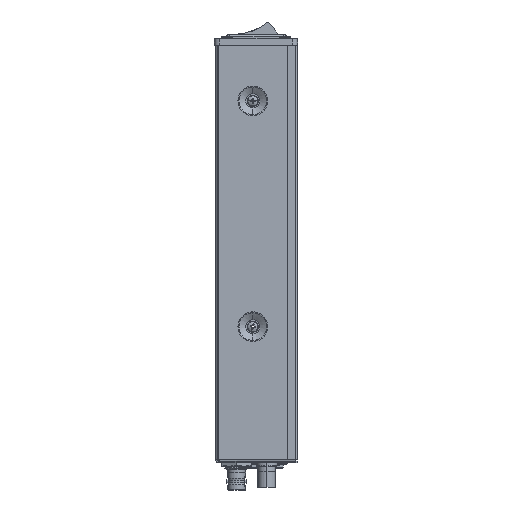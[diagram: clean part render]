
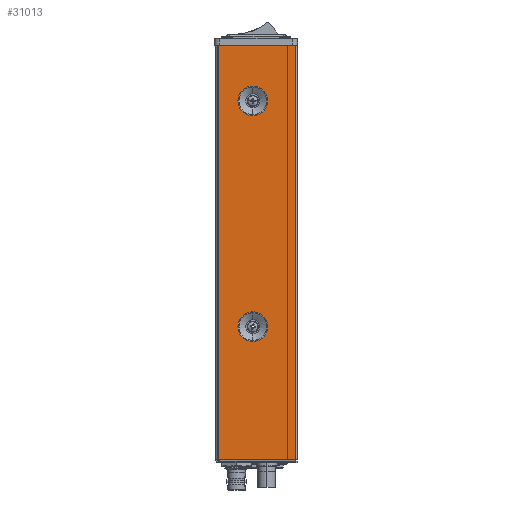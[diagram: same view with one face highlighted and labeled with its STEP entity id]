
A CAD part, left-side view. The second image highlights one B-rep face of the part: STEP entity #31013.
In plain terms, the highlighted planar face has unit normal (-1, 0, 0).
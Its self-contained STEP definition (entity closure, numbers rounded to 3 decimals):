
#241 = CIRCLE ( 'NONE', #43048, 8.008 ) ;
#491 = FACE_BOUND ( 'NONE', #16184, .T. ) ;
#514 = LINE ( 'NONE', #11963, #31233 ) ;
#1681 = VERTEX_POINT ( 'NONE', #59872 ) ;
#2422 = CARTESIAN_POINT ( 'NONE',  ( -113.669, 249.235, 442.618 ) ) ;
#2816 = CARTESIAN_POINT ( 'NONE',  ( -113.669, 247.762, 442.618 ) ) ;
#3761 = VERTEX_POINT ( 'NONE', #28245 ) ;
#4691 = EDGE_CURVE ( 'NONE', #3761, #57888, #35099, .T. ) ;
#5026 = DIRECTION ( 'NONE',  ( 1., 0., 0. ) ) ;
#6155 = CARTESIAN_POINT ( 'NONE',  ( -113.669, 229.235, 282.611 ) ) ;
#6749 = DIRECTION ( 'NONE',  ( 0., 0., 1. ) ) ;
#8337 = DIRECTION ( 'NONE',  ( 0., 1., 0. ) ) ;
#8772 = CARTESIAN_POINT ( 'NONE',  ( -113.669, 206.022, 218.666 ) ) ;
#9490 = ORIENTED_EDGE ( 'NONE', *, *, #13558, .T. ) ;
#10251 = CARTESIAN_POINT ( 'NONE',  ( -113.669, 229.235, 412.618 ) ) ;
#11574 = FACE_BOUND ( 'NONE', #11675, .T. ) ;
#11675 = EDGE_LOOP ( 'NONE', ( #52244, #45753 ) ) ;
#11882 = AXIS2_PLACEMENT_3D ( 'NONE', #2422, #13185, #8337 ) ;
#11963 = CARTESIAN_POINT ( 'NONE',  ( -113.669, 206.022, 218.666 ) ) ;
#12501 = CARTESIAN_POINT ( 'NONE',  ( -113.669, 229.235, 298.626 ) ) ;
#12527 = CARTESIAN_POINT ( 'NONE',  ( -113.669, 247.762, 218.666 ) ) ;
#13185 = DIRECTION ( 'NONE',  ( 1., 0., 0. ) ) ;
#13201 = AXIS2_PLACEMENT_3D ( 'NONE', #37304, #37668, #54491 ) ;
#13558 = EDGE_CURVE ( 'NONE', #22180, #1681, #514, .T. ) ;
#14245 = CIRCLE ( 'NONE', #26189, 8.008 ) ;
#14492 = EDGE_CURVE ( 'NONE', #57888, #1681, #56364, .T. ) ;
#15082 = ORIENTED_EDGE ( 'NONE', *, *, #14492, .F. ) ;
#15144 = CARTESIAN_POINT ( 'NONE',  ( -113.669, 229.235, 290.618 ) ) ;
#16035 = VERTEX_POINT ( 'NONE', #53601 ) ;
#16184 = EDGE_LOOP ( 'NONE', ( #31943, #16888 ) ) ;
#16888 = ORIENTED_EDGE ( 'NONE', *, *, #73420, .T. ) ;
#21447 = DIRECTION ( 'NONE',  ( 0., 0., -1. ) ) ;
#22180 = VERTEX_POINT ( 'NONE', #8772 ) ;
#22561 = VECTOR ( 'NONE', #6749, 1000. ) ;
#23354 = DIRECTION ( 'NONE',  ( 0., -1., 0. ) ) ;
#25803 = VERTEX_POINT ( 'NONE', #12501 ) ;
#26189 = AXIS2_PLACEMENT_3D ( 'NONE', #10251, #5026, #21447 ) ;
#28245 = CARTESIAN_POINT ( 'NONE',  ( -113.669, 247.762, 218.666 ) ) ;
#31013 = ADVANCED_FACE ( 'NONE', ( #11574, #491, #39939 ), #46267, .F. ) ;
#31233 = VECTOR ( 'NONE', #34709, 1000. ) ;
#31943 = ORIENTED_EDGE ( 'NONE', *, *, #68194, .T. ) ;
#32113 = VERTEX_POINT ( 'NONE', #6155 ) ;
#32403 = EDGE_CURVE ( 'NONE', #3761, #22180, #45779, .T. ) ;
#34709 = DIRECTION ( 'NONE',  ( 0., 0., 1. ) ) ;
#35001 = DIRECTION ( 'NONE',  ( 1., 0., 0. ) ) ;
#35099 = LINE ( 'NONE', #57849, #22561 ) ;
#35186 = CIRCLE ( 'NONE', #64932, 8.008 ) ;
#37304 = CARTESIAN_POINT ( 'NONE',  ( -113.669, 229.235, 412.618 ) ) ;
#37668 = DIRECTION ( 'NONE',  ( 1., 0., 0. ) ) ;
#39939 = FACE_OUTER_BOUND ( 'NONE', #56972, .T. ) ;
#40887 = CARTESIAN_POINT ( 'NONE',  ( -113.669, 229.235, 404.611 ) ) ;
#41367 = CARTESIAN_POINT ( 'NONE',  ( -113.669, 229.235, 290.618 ) ) ;
#43048 = AXIS2_PLACEMENT_3D ( 'NONE', #41367, #35001, #57755 ) ;
#45753 = ORIENTED_EDGE ( 'NONE', *, *, #72486, .T. ) ;
#45779 = LINE ( 'NONE', #12527, #54352 ) ;
#45808 = VECTOR ( 'NONE', #68238, 1000. ) ;
#46267 = PLANE ( 'NONE',  #11882 ) ;
#49548 = EDGE_CURVE ( 'NONE', #70134, #16035, #72751, .T. ) ;
#52244 = ORIENTED_EDGE ( 'NONE', *, *, #49548, .T. ) ;
#53601 = CARTESIAN_POINT ( 'NONE',  ( -113.669, 229.235, 420.626 ) ) ;
#54352 = VECTOR ( 'NONE', #23354, 1000. ) ;
#54491 = DIRECTION ( 'NONE',  ( 0., 0., -1. ) ) ;
#55805 = ORIENTED_EDGE ( 'NONE', *, *, #32403, .T. ) ;
#55866 = DIRECTION ( 'NONE',  ( 0., 0., -1. ) ) ;
#56364 = LINE ( 'NONE', #72730, #45808 ) ;
#56972 = EDGE_LOOP ( 'NONE', ( #55805, #9490, #15082, #63695 ) ) ;
#57755 = DIRECTION ( 'NONE',  ( 0., 0., -1. ) ) ;
#57849 = CARTESIAN_POINT ( 'NONE',  ( -113.669, 247.762, 442.618 ) ) ;
#57888 = VERTEX_POINT ( 'NONE', #2816 ) ;
#59872 = CARTESIAN_POINT ( 'NONE',  ( -113.669, 206.022, 442.618 ) ) ;
#60311 = DIRECTION ( 'NONE',  ( 1., 0., 0. ) ) ;
#63695 = ORIENTED_EDGE ( 'NONE', *, *, #4691, .F. ) ;
#64932 = AXIS2_PLACEMENT_3D ( 'NONE', #15144, #60311, #55866 ) ;
#68194 = EDGE_CURVE ( 'NONE', #32113, #25803, #35186, .T. ) ;
#68238 = DIRECTION ( 'NONE',  ( 0., -1., 0. ) ) ;
#70134 = VERTEX_POINT ( 'NONE', #40887 ) ;
#72486 = EDGE_CURVE ( 'NONE', #16035, #70134, #14245, .T. ) ;
#72730 = CARTESIAN_POINT ( 'NONE',  ( -113.669, 248.499, 442.618 ) ) ;
#72751 = CIRCLE ( 'NONE', #13201, 8.008 ) ;
#73420 = EDGE_CURVE ( 'NONE', #25803, #32113, #241, .T. ) ;
